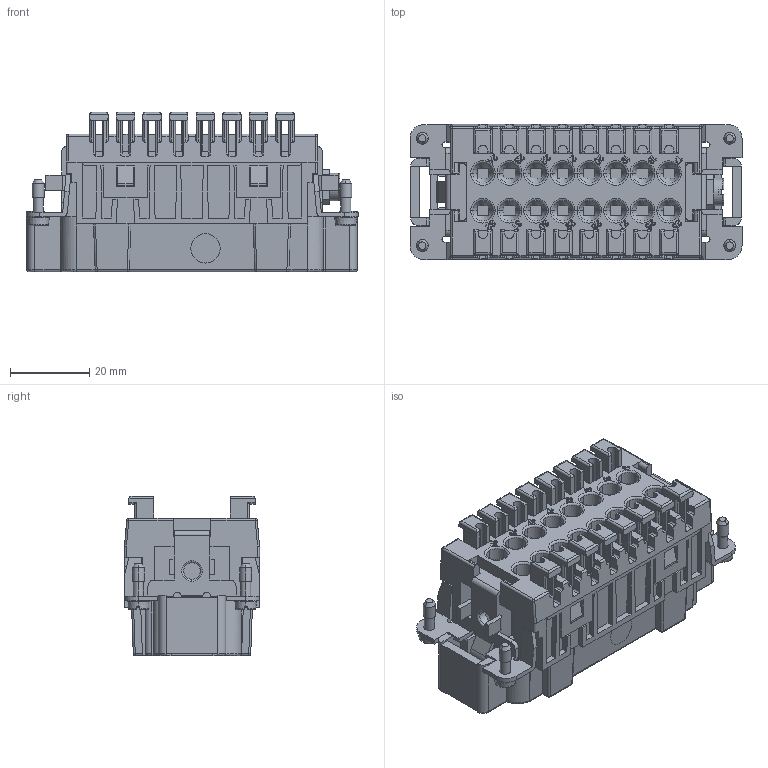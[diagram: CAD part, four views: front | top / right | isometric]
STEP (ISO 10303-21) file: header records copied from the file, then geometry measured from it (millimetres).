
FILE_DESCRIPTION(('Creo Elements/Direct Modeling STEP Export'),'2;1');
FILE_NAME('0ln7uvk4tm58apc1944','2019-11-12T10:33:22',(''),(''),'Creo Elements/Direct Modeling STEP processor for AP214 (Solid Model)','Creo Elements/Direct Modeling 20.1B 02-Apr-2019 (C) Parametric Technology GmbH','');
FILE_SCHEMA(('AUTOMOTIVE_DESIGN { 1 0 10303 214 1 1 1 1 }'));
Products named in the file (2): JSHM_16_SN
Assembly tree (1 placements, depth 2):
  JSHM_16_SN
    JSHM_16_SN
Bounding box: 83.6 x 34 x 40.1 mm (x, y, z)
Volume: 48899.6 mm3; surface area: 30928.6 mm2
Topology: 1 solids, 1 shells, 2112 faces, 8311 edges, 6292 vertices
Faces by surface type: plane 1286, cylinder 557, cone 146, torus 105, sphere 18
Entity records: 110182 total; most frequent: CARTESIAN_POINT 24157, ORIENTED_EDGE 16594, DIRECTION 12339, EDGE_CURVE 8293, VECTOR 6297, LINE 6297, VERTEX_POINT 6292, AXIS2_PLACEMENT_3D 3021
